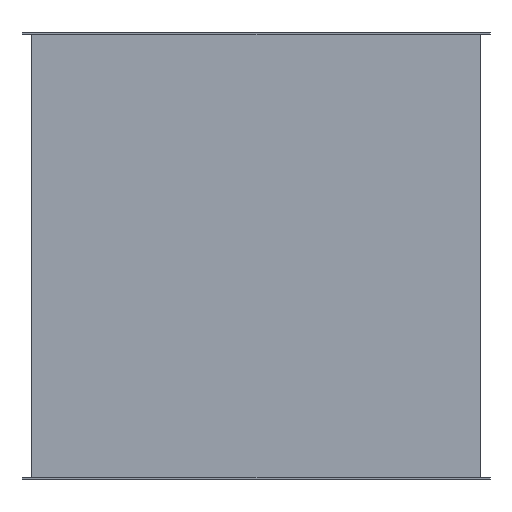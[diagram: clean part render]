
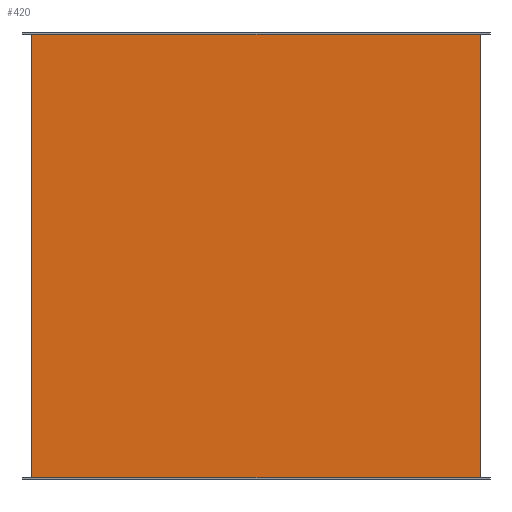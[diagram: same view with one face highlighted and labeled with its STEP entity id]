
A CAD part, left-side view. The second image highlights one B-rep face of the part: STEP entity #420.
In plain terms, the highlighted planar face has unit normal (-1, 0, 0).
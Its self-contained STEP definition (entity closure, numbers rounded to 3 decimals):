
#154 = EDGE_LOOP ( 'NONE', ( #471, #475, #478, #481 ) ) ;
#420 = ADVANCED_FACE ( 'NONE', ( #1637 ), #1636, .T. ) ;
#471 = ORIENTED_EDGE ( 'NONE', *, *, #472, .F. ) ;
#472 = EDGE_CURVE ( 'NONE', #473, #474, #1728, .T. ) ;
#473 = VERTEX_POINT ( 'NONE', #1724 ) ;
#474 = VERTEX_POINT ( 'NONE', #1723 ) ;
#475 = ORIENTED_EDGE ( 'NONE', *, *, #476, .T. ) ;
#476 = EDGE_CURVE ( 'NONE', #473, #477, #1722, .T. ) ;
#477 = VERTEX_POINT ( 'NONE', #1718 ) ;
#478 = ORIENTED_EDGE ( 'NONE', *, *, #479, .T. ) ;
#479 = EDGE_CURVE ( 'NONE', #477, #480, #1717, .T. ) ;
#480 = VERTEX_POINT ( 'NONE', #1713 ) ;
#481 = ORIENTED_EDGE ( 'NONE', *, *, #482, .T. ) ;
#482 = EDGE_CURVE ( 'NONE', #480, #474, #1712, .T. ) ;
#1632 = DIRECTION ( 'NONE',  ( 0., -1., 0. ) ) ;
#1633 = DIRECTION ( 'NONE',  ( -1., 0., 0. ) ) ;
#1634 = AXIS2_PLACEMENT_3D ( 'NONE', #1635, #1633, #1632 ) ;
#1635 = CARTESIAN_POINT ( 'NONE',  ( -420., 176., -555.571 ) ) ;
#1636 = PLANE ( 'NONE',  #1634 ) ;
#1637 = FACE_OUTER_BOUND ( 'NONE', #154, .T. ) ;
#1711 = CARTESIAN_POINT ( 'NONE',  ( -420., -186., -184. ) ) ;
#1712 = LINE ( 'NONE', #1711, #1773 ) ;
#1713 = CARTESIAN_POINT ( 'NONE',  ( -420., -186., -184. ) ) ;
#1714 = DIRECTION ( 'NONE',  ( 0., -1., 0. ) ) ;
#1715 = VECTOR ( 'NONE', #1714, 1000. ) ;
#1716 = CARTESIAN_POINT ( 'NONE',  ( -420., 176., -184. ) ) ;
#1717 = LINE ( 'NONE', #1716, #1715 ) ;
#1718 = CARTESIAN_POINT ( 'NONE',  ( -420., 186., -184. ) ) ;
#1719 = DIRECTION ( 'NONE',  ( 0., 0., -1. ) ) ;
#1720 = VECTOR ( 'NONE', #1719, 1000. ) ;
#1721 = CARTESIAN_POINT ( 'NONE',  ( -420., 186., -184. ) ) ;
#1722 = LINE ( 'NONE', #1721, #1720 ) ;
#1723 = CARTESIAN_POINT ( 'NONE',  ( -420., -186., 184. ) ) ;
#1724 = CARTESIAN_POINT ( 'NONE',  ( -420., 186., 184. ) ) ;
#1725 = DIRECTION ( 'NONE',  ( 0., -1., 0. ) ) ;
#1726 = VECTOR ( 'NONE', #1725, 1000. ) ;
#1727 = CARTESIAN_POINT ( 'NONE',  ( -420., 176., 184. ) ) ;
#1728 = LINE ( 'NONE', #1727, #1726 ) ;
#1772 = DIRECTION ( 'NONE',  ( 0., 0., 1. ) ) ;
#1773 = VECTOR ( 'NONE', #1772, 1000. ) ;
